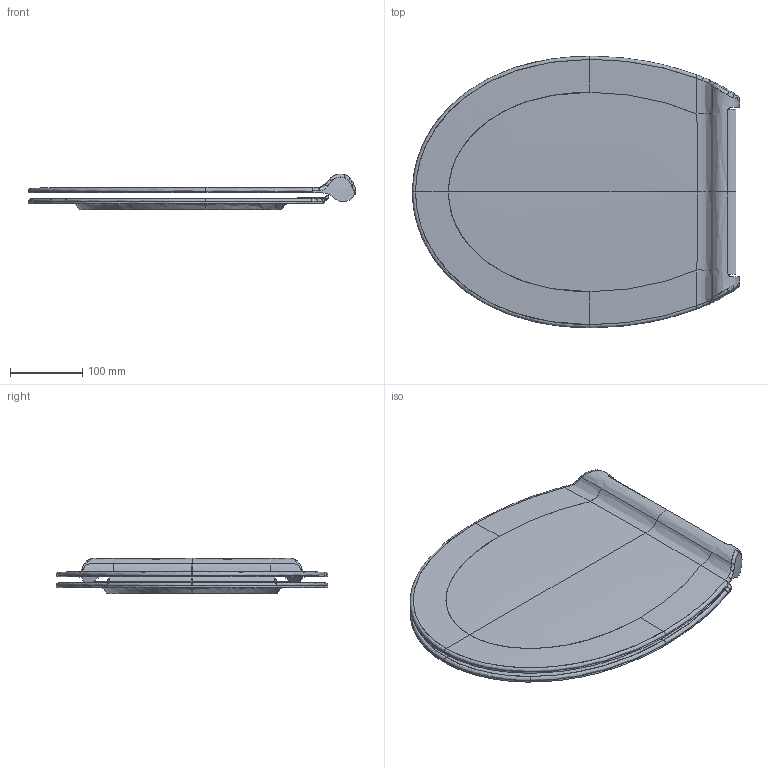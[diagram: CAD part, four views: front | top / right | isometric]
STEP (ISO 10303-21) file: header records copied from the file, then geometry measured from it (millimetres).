
FILE_DESCRIPTION(/* description */ ('Generated from Alias Stage'),/* implementation_level */ '2;1');
FILE_NAME(/* name */ 'HFW0',/* time_stamp */ '2014-08-08T08:06:31+02:00',/* author */ (''),/* organization */ ('Autodesk Alias'),/* preprocessor_version */ 'ST-DEVELOPER v11',/* originating_system */ 'Autodesk OpenModel 2015',/* authorisation */ '');
FILE_SCHEMA (('AUTOMOTIVE_DESIGN { 1 2 10303 214 1 1 1 1 }'));
Length unit declared in the file: millimetre
Products named in the file (1): HFW0
Bounding box: 451.74 x 374.88 x 49.34 mm (x, y, z)
Surface area: 248548 mm2 (no closed solid volume)
Topology: 0 solids, 0 shells, 88 faces, 394 edges, 394 vertices
Faces by surface type: bspline 88
Entity records: 11795 total; most frequent: CARTESIAN_POINT 11016, DEFINITIONAL_REPRESENTATION 194, PCURVE 194, COMPOSITE_CURVE_SEGMENT 194, STYLED_ITEM 88, OUTER_BOUNDARY_CURVE 38, CURVE_BOUNDED_SURFACE 38, PRESENTATION_LAYER_ASSIGNMENT 2
